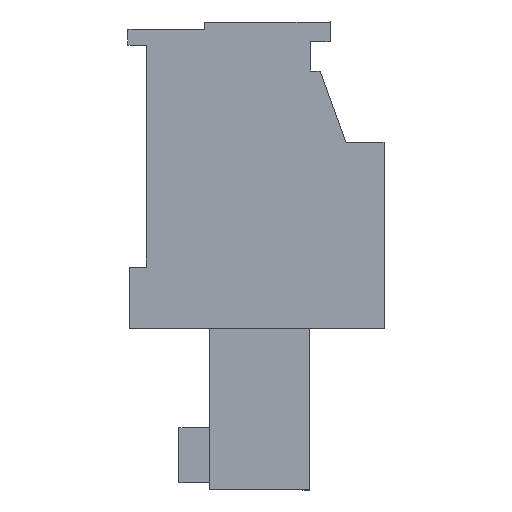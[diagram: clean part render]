
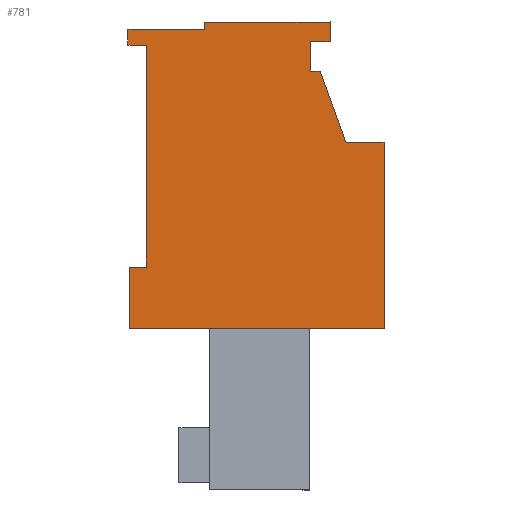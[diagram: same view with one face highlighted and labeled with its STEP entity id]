
A CAD part, left-side view. The second image highlights one B-rep face of the part: STEP entity #781.
In plain terms, the highlighted planar face has unit normal (-1, 0, 0).
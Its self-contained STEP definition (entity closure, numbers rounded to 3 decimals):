
#665=AXIS2_PLACEMENT_3D('Plane Axis2P3D',#662,#663,#664) ;
#42=CARTESIAN_POINT('Vertex',(0.,3.,18.3)) ;
#45=CARTESIAN_POINT('Line Origine',(0.,3.,17.7)) ;
#49=CARTESIAN_POINT('Vertex',(0.,3.,17.1)) ;
#76=CARTESIAN_POINT('Line Origine',(0.,2.6,18.3)) ;
#80=CARTESIAN_POINT('Vertex',(0.,2.2,18.3)) ;
#662=CARTESIAN_POINT('Axis2P3D Location',(0.,5.2,6.6)) ;
#667=CARTESIAN_POINT('Line Origine',(0.,0.,10.4)) ;
#671=CARTESIAN_POINT('Vertex',(0.,0.,14.2)) ;
#673=CARTESIAN_POINT('Vertex',(0.,0.,6.6)) ;
#676=CARTESIAN_POINT('Line Origine',(0.,0.775,14.2)) ;
#680=CARTESIAN_POINT('Vertex',(0.,1.55,14.2)) ;
#683=CARTESIAN_POINT('Line Origine',(0.,2.078,15.65)) ;
#687=CARTESIAN_POINT('Vertex',(0.,2.606,17.1)) ;
#690=CARTESIAN_POINT('Line Origine',(0.,2.803,17.1)) ;
#695=CARTESIAN_POINT('Line Origine',(0.,2.2,18.7)) ;
#699=CARTESIAN_POINT('Vertex',(0.,2.2,19.1)) ;
#702=CARTESIAN_POINT('Line Origine',(0.,4.76,19.1)) ;
#706=CARTESIAN_POINT('Vertex',(0.,7.32,19.1)) ;
#709=CARTESIAN_POINT('Line Origine',(0.,7.32,18.95)) ;
#713=CARTESIAN_POINT('Vertex',(0.,7.32,18.8)) ;
#716=CARTESIAN_POINT('Line Origine',(0.,8.885,18.8)) ;
#720=CARTESIAN_POINT('Vertex',(0.,10.45,18.8)) ;
#723=CARTESIAN_POINT('Line Origine',(0.,10.45,18.475)) ;
#727=CARTESIAN_POINT('Vertex',(0.,10.45,18.15)) ;
#730=CARTESIAN_POINT('Line Origine',(0.,10.075,18.15)) ;
#734=CARTESIAN_POINT('Vertex',(0.,9.7,18.15)) ;
#737=CARTESIAN_POINT('Line Origine',(0.,9.7,13.625)) ;
#741=CARTESIAN_POINT('Vertex',(0.,9.7,9.1)) ;
#744=CARTESIAN_POINT('Line Origine',(0.,10.05,9.1)) ;
#748=CARTESIAN_POINT('Vertex',(0.,10.4,9.1)) ;
#751=CARTESIAN_POINT('Line Origine',(0.,10.4,7.85)) ;
#755=CARTESIAN_POINT('Vertex',(0.,10.4,6.6)) ;
#758=CARTESIAN_POINT('Line Origine',(0.,5.2,6.6)) ;
#46=DIRECTION('Vector Direction',(0.,0.,1.)) ;
#77=DIRECTION('Vector Direction',(0.,1.,0.)) ;
#663=DIRECTION('Axis2P3D Direction',(-1.,0.,0.)) ;
#664=DIRECTION('Axis2P3D XDirection',(0.,-1.,0.)) ;
#668=DIRECTION('Vector Direction',(0.,0.,-1.)) ;
#677=DIRECTION('Vector Direction',(0.,1.,0.)) ;
#684=DIRECTION('Vector Direction',(0.,0.342,0.94)) ;
#691=DIRECTION('Vector Direction',(0.,1.,0.)) ;
#696=DIRECTION('Vector Direction',(0.,0.,1.)) ;
#703=DIRECTION('Vector Direction',(0.,1.,0.)) ;
#710=DIRECTION('Vector Direction',(0.,0.,1.)) ;
#717=DIRECTION('Vector Direction',(0.,1.,0.)) ;
#724=DIRECTION('Vector Direction',(0.,0.,-1.)) ;
#731=DIRECTION('Vector Direction',(0.,-1.,0.)) ;
#738=DIRECTION('Vector Direction',(0.,0.,-1.)) ;
#745=DIRECTION('Vector Direction',(0.,-1.,0.)) ;
#752=DIRECTION('Vector Direction',(0.,0.,1.)) ;
#759=DIRECTION('Vector Direction',(0.,1.,0.)) ;
#47=VECTOR('Line Direction',#46,1.) ;
#78=VECTOR('Line Direction',#77,1.) ;
#669=VECTOR('Line Direction',#668,1.) ;
#678=VECTOR('Line Direction',#677,1.) ;
#685=VECTOR('Line Direction',#684,1.) ;
#692=VECTOR('Line Direction',#691,1.) ;
#697=VECTOR('Line Direction',#696,1.) ;
#704=VECTOR('Line Direction',#703,1.) ;
#711=VECTOR('Line Direction',#710,1.) ;
#718=VECTOR('Line Direction',#717,1.) ;
#725=VECTOR('Line Direction',#724,1.) ;
#732=VECTOR('Line Direction',#731,1.) ;
#739=VECTOR('Line Direction',#738,1.) ;
#746=VECTOR('Line Direction',#745,1.) ;
#753=VECTOR('Line Direction',#752,1.) ;
#760=VECTOR('Line Direction',#759,1.) ;
#764=ORIENTED_EDGE('',*,*,#675,.F.) ;
#765=ORIENTED_EDGE('',*,*,#682,.T.) ;
#766=ORIENTED_EDGE('',*,*,#689,.T.) ;
#767=ORIENTED_EDGE('',*,*,#694,.T.) ;
#768=ORIENTED_EDGE('',*,*,#51,.T.) ;
#769=ORIENTED_EDGE('',*,*,#82,.F.) ;
#770=ORIENTED_EDGE('',*,*,#701,.T.) ;
#771=ORIENTED_EDGE('',*,*,#708,.T.) ;
#772=ORIENTED_EDGE('',*,*,#715,.F.) ;
#773=ORIENTED_EDGE('',*,*,#722,.T.) ;
#774=ORIENTED_EDGE('',*,*,#729,.T.) ;
#775=ORIENTED_EDGE('',*,*,#736,.T.) ;
#776=ORIENTED_EDGE('',*,*,#743,.T.) ;
#777=ORIENTED_EDGE('',*,*,#750,.F.) ;
#778=ORIENTED_EDGE('',*,*,#757,.F.) ;
#779=ORIENTED_EDGE('',*,*,#762,.F.) ;
#781=ADVANCED_FACE('HOUSING',(#780),#666,.T.) ;
#51=EDGE_CURVE('',#50,#43,#48,.T.) ;
#82=EDGE_CURVE('',#81,#43,#79,.T.) ;
#675=EDGE_CURVE('',#672,#674,#670,.T.) ;
#682=EDGE_CURVE('',#672,#681,#679,.T.) ;
#689=EDGE_CURVE('',#681,#688,#686,.T.) ;
#694=EDGE_CURVE('',#688,#50,#693,.T.) ;
#701=EDGE_CURVE('',#81,#700,#698,.T.) ;
#708=EDGE_CURVE('',#700,#707,#705,.T.) ;
#715=EDGE_CURVE('',#714,#707,#712,.T.) ;
#722=EDGE_CURVE('',#714,#721,#719,.T.) ;
#729=EDGE_CURVE('',#721,#728,#726,.T.) ;
#736=EDGE_CURVE('',#728,#735,#733,.T.) ;
#743=EDGE_CURVE('',#735,#742,#740,.T.) ;
#750=EDGE_CURVE('',#749,#742,#747,.T.) ;
#757=EDGE_CURVE('',#756,#749,#754,.T.) ;
#762=EDGE_CURVE('',#674,#756,#761,.T.) ;
#763=EDGE_LOOP('',(#764,#765,#766,#767,#768,#769,#770,#771,#772,#773,#774,#775,#776,#777,#778,#779)) ;
#780=FACE_OUTER_BOUND('',#763,.T.) ;
#48=LINE('Line',#45,#47) ;
#79=LINE('Line',#76,#78) ;
#670=LINE('Line',#667,#669) ;
#679=LINE('Line',#676,#678) ;
#686=LINE('Line',#683,#685) ;
#693=LINE('Line',#690,#692) ;
#698=LINE('Line',#695,#697) ;
#705=LINE('Line',#702,#704) ;
#712=LINE('Line',#709,#711) ;
#719=LINE('Line',#716,#718) ;
#726=LINE('Line',#723,#725) ;
#733=LINE('Line',#730,#732) ;
#740=LINE('Line',#737,#739) ;
#747=LINE('Line',#744,#746) ;
#754=LINE('Line',#751,#753) ;
#761=LINE('Line',#758,#760) ;
#666=PLANE('',#665) ;
#43=VERTEX_POINT('',#42) ;
#50=VERTEX_POINT('',#49) ;
#81=VERTEX_POINT('',#80) ;
#672=VERTEX_POINT('',#671) ;
#674=VERTEX_POINT('',#673) ;
#681=VERTEX_POINT('',#680) ;
#688=VERTEX_POINT('',#687) ;
#700=VERTEX_POINT('',#699) ;
#707=VERTEX_POINT('',#706) ;
#714=VERTEX_POINT('',#713) ;
#721=VERTEX_POINT('',#720) ;
#728=VERTEX_POINT('',#727) ;
#735=VERTEX_POINT('',#734) ;
#742=VERTEX_POINT('',#741) ;
#749=VERTEX_POINT('',#748) ;
#756=VERTEX_POINT('',#755) ;
